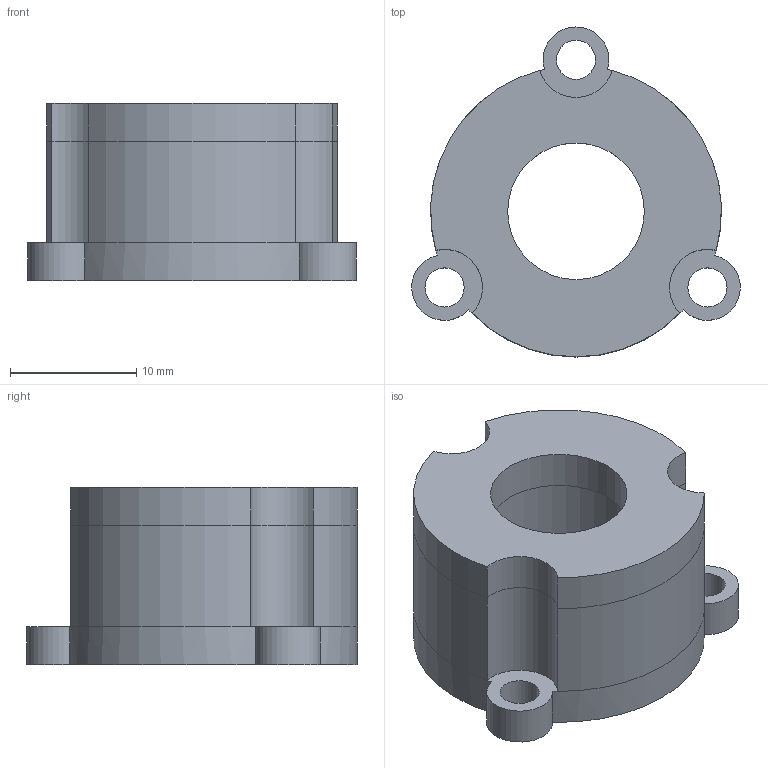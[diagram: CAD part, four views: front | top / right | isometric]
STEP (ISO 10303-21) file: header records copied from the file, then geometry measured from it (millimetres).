
FILE_DESCRIPTION(('FreeCAD Model'),'2;1');
FILE_NAME('Flasque_Moteur_A.step','2015-11-25T22:33:55',('Author'),(''), 'Open CASCADE STEP processor 6.8','FreeCAD','Unknown');
FILE_SCHEMA(('AUTOMOTIVE_DESIGN_CC2 { 1 2 10303 214 -1 1 5 4 }'));
Length unit declared in the file: millimetre
Products named in the file (2): ASSEMBLY; Pad002
Assembly tree (1 placements, depth 2):
  ASSEMBLY
    Pad002
Bounding box: 25.98 x 26.1 x 14 mm (x, y, z)
Volume: 3729.3 mm3; surface area: 2448.2 mm2
Topology: 1 solids, 1 shells, 31 faces, 69 edges, 42 vertices
Faces by surface type: cylinder 24, plane 7
Full cylindrical faces by diameter (mm): 3.1 x3, 10.8 x1, 13 x1, 14 x1
Entity records: 1932 total; most frequent: CARTESIAN_POINT 498, DIRECTION 282, ORIENTED_EDGE 138, PCURVE 138, DEFINITIONAL_REPRESENTATION 138, LINE 126, VECTOR 126, AXIS2_PLACEMENT_3D 78
